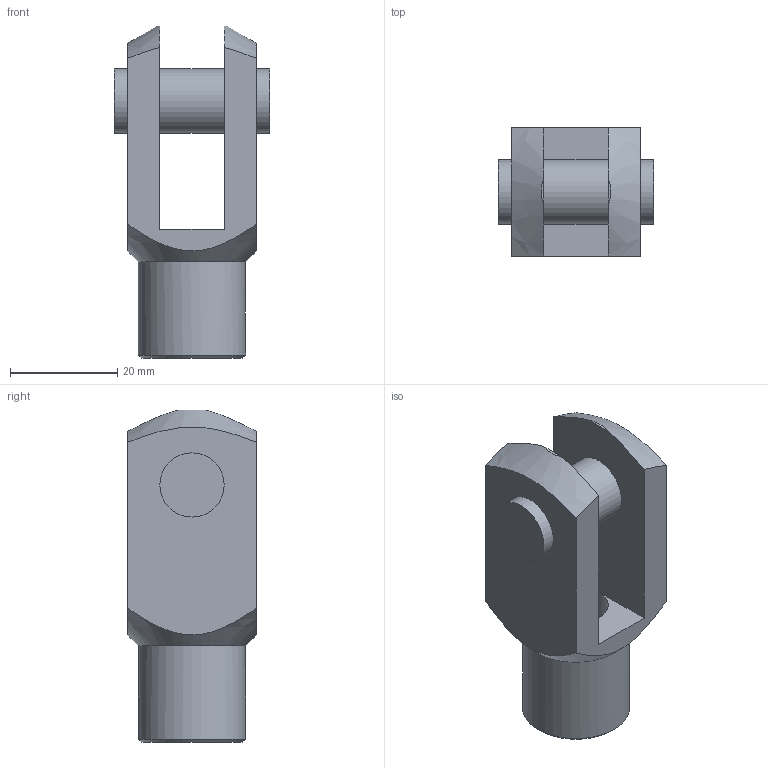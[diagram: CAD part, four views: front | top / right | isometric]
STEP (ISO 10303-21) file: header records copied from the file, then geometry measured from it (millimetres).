
FILE_DESCRIPTION (( 'STEP AP214' ), '1' );
FILE_NAME ('RK-SCR2-E01.STEP', '2025-05-12T17:03:02', ( '' ), ( '' ), 'SwSTEP 2.0', 'SolidWorks 2023', '' );
FILE_SCHEMA (( 'AUTOMOTIVE_DESIGN' ));
Length unit declared in the file: millimetre
Products named in the file (2): 1320.40.13F; RK-SCR2-E01
Assembly tree (1 placements, depth 2):
  RK-SCR2-E01
    1320.40.13F
Bounding box: 29 x 24 x 62 mm (x, y, z)
Volume: 17888.8 mm3; surface area: 7890.2 mm2
Topology: 1 solids, 1 shells, 23 faces, 54 edges, 34 vertices
Faces by surface type: plane 13, cone 4, cylinder 4, bspline 2
Full cylindrical faces by diameter (mm): 12 x3, 20 x1
Entity records: 681 total; most frequent: CARTESIAN_POINT 167, DIRECTION 96, ORIENTED_EDGE 90, EDGE_CURVE 45, AXIS2_PLACEMENT_3D 40, EDGE_LOOP 36, VERTEX_POINT 33, FACE_OUTER_BOUND 29
